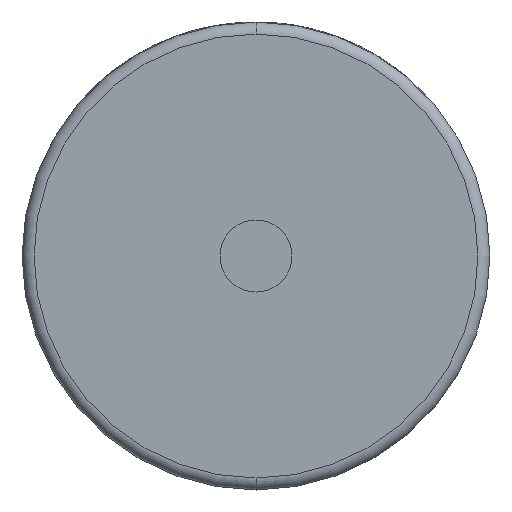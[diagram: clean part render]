
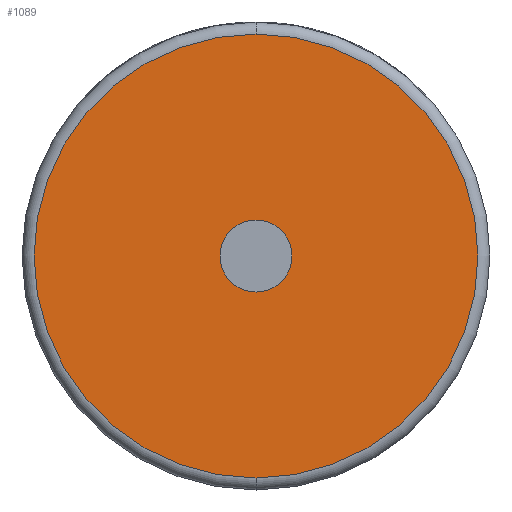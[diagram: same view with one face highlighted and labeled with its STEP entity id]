
A CAD part, front view. The second image highlights one B-rep face of the part: STEP entity #1089.
In plain terms, the highlighted planar face has unit normal (0, -1, 0).
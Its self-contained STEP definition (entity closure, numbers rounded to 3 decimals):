
#12 = DIRECTION ( 'NONE',  ( 0., 1., 0. ) ) ;
#100 = DIRECTION ( 'NONE',  ( 0., 0., 1. ) ) ;
#235 = DIRECTION ( 'NONE',  ( 0., -1., 0. ) ) ;
#266 = AXIS2_PLACEMENT_3D ( 'NONE', #595, #235, #4274 ) ;
#595 = CARTESIAN_POINT ( 'NONE',  ( 0., 0., 0. ) ) ;
#652 = DIRECTION ( 'NONE',  ( 0., 0., 1. ) ) ;
#744 = ORIENTED_EDGE ( 'NONE', *, *, #3739, .T. ) ;
#808 = FACE_OUTER_BOUND ( 'NONE', #1865, .T. ) ;
#847 = ORIENTED_EDGE ( 'NONE', *, *, #4169, .F. ) ;
#867 = CIRCLE ( 'NONE', #1607, 37. ) ;
#953 = CARTESIAN_POINT ( 'NONE',  ( 0., 0., -37. ) ) ;
#1018 = CARTESIAN_POINT ( 'NONE',  ( 0., 0., 0. ) ) ;
#1074 = CARTESIAN_POINT ( 'NONE',  ( 0., 0., 0. ) ) ;
#1089 = ADVANCED_FACE ( 'NONE', ( #808, #2430 ), #3054, .F. ) ;
#1149 = VERTEX_POINT ( 'NONE', #1338 ) ;
#1205 = AXIS2_PLACEMENT_3D ( 'NONE', #4162, #2446, #100 ) ;
#1338 = CARTESIAN_POINT ( 'NONE',  ( 0., 0., 37. ) ) ;
#1453 = CIRCLE ( 'NONE', #1205, 6. ) ;
#1515 = AXIS2_PLACEMENT_3D ( 'NONE', #2539, #4237, #2584 ) ;
#1536 = VERTEX_POINT ( 'NONE', #2304 ) ;
#1607 = AXIS2_PLACEMENT_3D ( 'NONE', #1074, #3474, #4156 ) ;
#1865 = EDGE_LOOP ( 'NONE', ( #2556, #744 ) ) ;
#1922 = EDGE_CURVE ( 'NONE', #1149, #1970, #2785, .T. ) ;
#1970 = VERTEX_POINT ( 'NONE', #953 ) ;
#2304 = CARTESIAN_POINT ( 'NONE',  ( 0., 0., 6. ) ) ;
#2430 = FACE_BOUND ( 'NONE', #3537, .T. ) ;
#2446 = DIRECTION ( 'NONE',  ( 0., -1., 0. ) ) ;
#2447 = EDGE_CURVE ( 'NONE', #3752, #1536, #2997, .T. ) ;
#2539 = CARTESIAN_POINT ( 'NONE',  ( 0., 0., 0. ) ) ;
#2556 = ORIENTED_EDGE ( 'NONE', *, *, #1922, .T. ) ;
#2584 = DIRECTION ( 'NONE',  ( 0., 0., 1. ) ) ;
#2785 = CIRCLE ( 'NONE', #1515, 37. ) ;
#2997 = CIRCLE ( 'NONE', #266, 6. ) ;
#3054 = PLANE ( 'NONE',  #3658 ) ;
#3361 = ORIENTED_EDGE ( 'NONE', *, *, #2447, .F. ) ;
#3474 = DIRECTION ( 'NONE',  ( 0., -1., 0. ) ) ;
#3537 = EDGE_LOOP ( 'NONE', ( #847, #3361 ) ) ;
#3658 = AXIS2_PLACEMENT_3D ( 'NONE', #1018, #12, #652 ) ;
#3739 = EDGE_CURVE ( 'NONE', #1970, #1149, #867, .T. ) ;
#3752 = VERTEX_POINT ( 'NONE', #4128 ) ;
#4128 = CARTESIAN_POINT ( 'NONE',  ( 0., 0., -6. ) ) ;
#4156 = DIRECTION ( 'NONE',  ( 0., 0., 1. ) ) ;
#4162 = CARTESIAN_POINT ( 'NONE',  ( 0., 0., 0. ) ) ;
#4169 = EDGE_CURVE ( 'NONE', #1536, #3752, #1453, .T. ) ;
#4237 = DIRECTION ( 'NONE',  ( 0., -1., 0. ) ) ;
#4274 = DIRECTION ( 'NONE',  ( 0., 0., 1. ) ) ;
